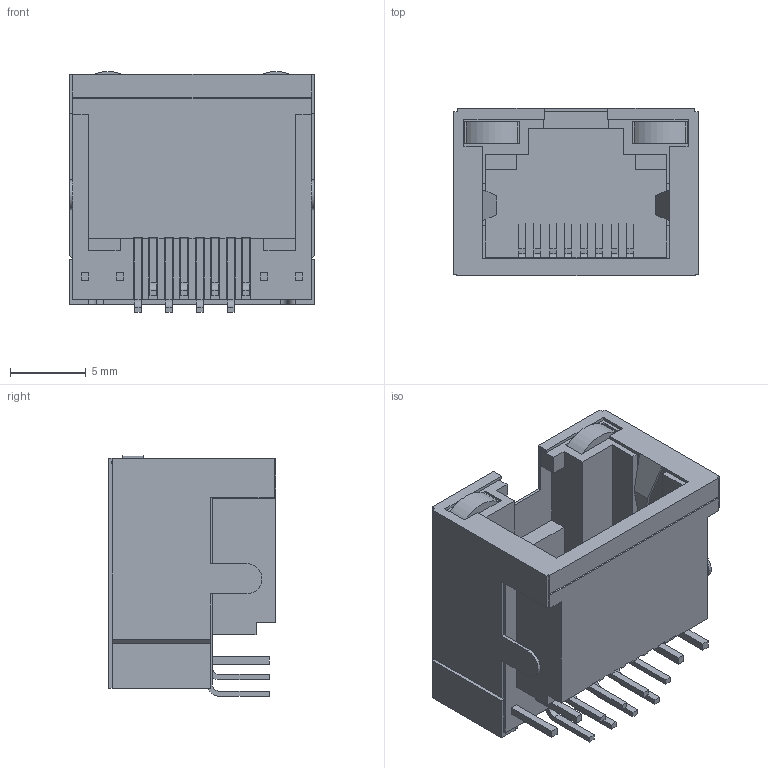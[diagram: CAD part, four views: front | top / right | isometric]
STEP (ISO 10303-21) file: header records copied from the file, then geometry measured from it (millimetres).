
FILE_DESCRIPTION (( 'STEP AP214' ), '1' );
FILE_NAME ('RJ45_SP32_8P8C_LED.STEP', '2020-04-26T07:23:55', ( '' ), ( '' ), 'SwSTEP 2.0', 'SolidWorks 2017', '' );
FILE_SCHEMA (( 'AUTOMOTIVE_DESIGN' ));
Length unit declared in the file: millimetre
Products named in the file (1): RJ45_SP32_8P8C_LED
Bounding box: 16.18 x 11.06 x 15.92 mm (x, y, z)
Volume: 1374.1 mm3; surface area: 1941.5 mm2
Topology: 1 solids, 1 shells, 378 faces, 1092 edges, 720 vertices
Faces by surface type: plane 332, cylinder 46
Entity records: 14108 total; most frequent: CARTESIAN_POINT 2227, ORIENTED_EDGE 2184, DIRECTION 1922, EDGE_CURVE 1092, VECTOR 996, LINE 996, VERTEX_POINT 720, AXIS2_PLACEMENT_3D 463
